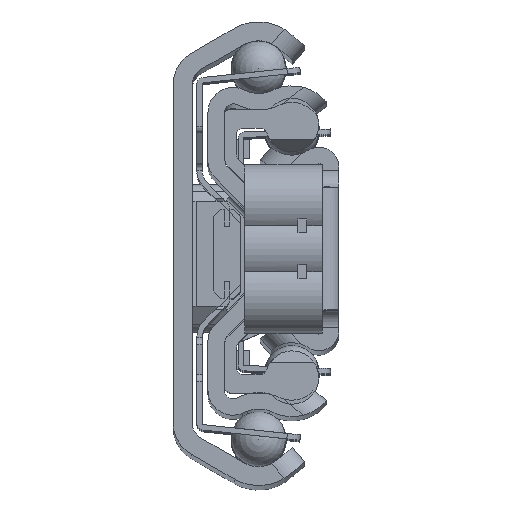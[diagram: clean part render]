
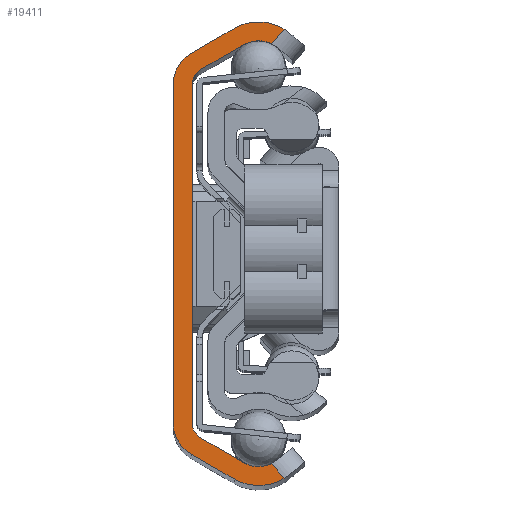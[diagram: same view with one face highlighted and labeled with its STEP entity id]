
A CAD part, top view. The second image highlights one B-rep face of the part: STEP entity #19411.
In plain terms, the highlighted face is planar.
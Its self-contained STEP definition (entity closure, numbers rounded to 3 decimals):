
#1117=CIRCLE('',#20812,3.43);
#1121=CIRCLE('',#20820,5.59);
#1125=CIRCLE('',#20827,3.43);
#1129=CIRCLE('',#20834,5.59);
#1130=CIRCLE('',#20836,4.16);
#1131=CIRCLE('',#20840,2.);
#1132=CIRCLE('',#20842,2.);
#1133=CIRCLE('',#20847,4.16);
#1999=FACE_OUTER_BOUND('',#3021,.T.);
#3021=EDGE_LOOP('',(#13380,#13381,#13382,#13383,#13384,#13385,#13386,#13387,
#13388,#13389,#13390,#13391,#13392,#13393,#13394,#13395));
#4154=LINE('',#28441,#6049);
#4241=LINE('',#28715,#6136);
#4283=LINE('',#28857,#6178);
#4291=LINE('',#28906,#6186);
#4305=LINE('',#28975,#6200);
#4307=LINE('',#28979,#6202);
#4309=LINE('',#28987,#6204);
#4311=LINE('',#28992,#6206);
#6049=VECTOR('',#22648,10.);
#6136=VECTOR('',#22881,10.);
#6178=VECTOR('',#23023,10.);
#6186=VECTOR('',#23051,10.);
#6200=VECTOR('',#23109,10.);
#6202=VECTOR('',#23113,10.);
#6204=VECTOR('',#23125,10.);
#6206=VECTOR('',#23131,10.);
#7946=VERTEX_POINT('',#28438);
#7947=VERTEX_POINT('',#28440);
#8032=VERTEX_POINT('',#28712);
#8033=VERTEX_POINT('',#28714);
#8078=VERTEX_POINT('',#28851);
#8079=VERTEX_POINT('',#28856);
#8086=VERTEX_POINT('',#28881);
#8091=VERTEX_POINT('',#28898);
#8092=VERTEX_POINT('',#28905);
#8096=VERTEX_POINT('',#28922);
#8102=VERTEX_POINT('',#28948);
#8106=VERTEX_POINT('',#28967);
#8107=VERTEX_POINT('',#28971);
#8108=VERTEX_POINT('',#28977);
#8109=VERTEX_POINT('',#28983);
#8110=VERTEX_POINT('',#28990);
#9922=EDGE_CURVE('',#7946,#7947,#4154,.T.);
#10047=EDGE_CURVE('',#8032,#8033,#4241,.T.);
#10116=EDGE_CURVE('',#8078,#8079,#4283,.T.);
#10126=EDGE_CURVE('',#8079,#8086,#1117,.T.);
#10133=EDGE_CURVE('',#8091,#8092,#4291,.T.);
#10140=EDGE_CURVE('',#8092,#8096,#1121,.T.);
#10150=EDGE_CURVE('',#8102,#8091,#1125,.T.);
#10159=EDGE_CURVE('',#8106,#8078,#1129,.T.);
#10161=EDGE_CURVE('',#8107,#7946,#1130,.T.);
#10162=EDGE_CURVE('',#8096,#8107,#4305,.T.);
#10164=EDGE_CURVE('',#8108,#8102,#4307,.T.);
#10165=EDGE_CURVE('',#8033,#8108,#1131,.T.);
#10167=EDGE_CURVE('',#8109,#8032,#1132,.T.);
#10168=EDGE_CURVE('',#8086,#8109,#4309,.T.);
#10170=EDGE_CURVE('',#8110,#8106,#4311,.T.);
#10171=EDGE_CURVE('',#7947,#8110,#1133,.T.);
#13380=ORIENTED_EDGE('',*,*,#10116,.F.);
#13381=ORIENTED_EDGE('',*,*,#10159,.F.);
#13382=ORIENTED_EDGE('',*,*,#10170,.F.);
#13383=ORIENTED_EDGE('',*,*,#10171,.F.);
#13384=ORIENTED_EDGE('',*,*,#9922,.F.);
#13385=ORIENTED_EDGE('',*,*,#10161,.F.);
#13386=ORIENTED_EDGE('',*,*,#10162,.F.);
#13387=ORIENTED_EDGE('',*,*,#10140,.F.);
#13388=ORIENTED_EDGE('',*,*,#10133,.F.);
#13389=ORIENTED_EDGE('',*,*,#10150,.F.);
#13390=ORIENTED_EDGE('',*,*,#10164,.F.);
#13391=ORIENTED_EDGE('',*,*,#10165,.F.);
#13392=ORIENTED_EDGE('',*,*,#10047,.F.);
#13393=ORIENTED_EDGE('',*,*,#10167,.F.);
#13394=ORIENTED_EDGE('',*,*,#10168,.F.);
#13395=ORIENTED_EDGE('',*,*,#10126,.F.);
#18841=PLANE('',#20848);
#19411=ADVANCED_FACE('',(#1999),#18841,.F.);
#20812=AXIS2_PLACEMENT_3D('',#28882,#23041,#23042);
#20820=AXIS2_PLACEMENT_3D('',#28923,#23064,#23065);
#20827=AXIS2_PLACEMENT_3D('',#28950,#23082,#23083);
#20834=AXIS2_PLACEMENT_3D('',#28969,#23100,#23101);
#20836=AXIS2_PLACEMENT_3D('',#28973,#23105,#23106);
#20840=AXIS2_PLACEMENT_3D('',#28981,#23116,#23117);
#20842=AXIS2_PLACEMENT_3D('',#28985,#23121,#23122);
#20847=AXIS2_PLACEMENT_3D('',#28994,#23134,#23135);
#20848=AXIS2_PLACEMENT_3D('',#28995,#23136,#23137);
#22648=DIRECTION('',(0.,-1.,0.));
#22881=DIRECTION('',(0.,1.,0.));
#23023=DIRECTION('',(-0.643,0.766,0.));
#23041=DIRECTION('center_axis',(0.,0.,-1.));
#23042=DIRECTION('ref_axis',(0.5,0.866,0.));
#23051=DIRECTION('',(0.643,0.766,0.));
#23064=DIRECTION('center_axis',(0.,0.,1.));
#23065=DIRECTION('ref_axis',(0.643,0.766,0.));
#23082=DIRECTION('center_axis',(0.,0.,-1.));
#23083=DIRECTION('ref_axis',(-0.643,-0.766,0.));
#23100=DIRECTION('center_axis',(0.,0.,1.));
#23101=DIRECTION('ref_axis',(-0.5,-0.866,0.));
#23105=DIRECTION('center_axis',(0.,0.,1.));
#23106=DIRECTION('ref_axis',(-0.5,0.866,0.));
#23109=DIRECTION('',(-0.866,-0.5,0.));
#23113=DIRECTION('',(0.866,0.5,0.));
#23116=DIRECTION('center_axis',(0.,0.,-1.));
#23117=DIRECTION('ref_axis',(0.5,-0.866,0.));
#23121=DIRECTION('center_axis',(0.,0.,-1.));
#23122=DIRECTION('ref_axis',(1.,0.,0.));
#23125=DIRECTION('',(-0.866,0.5,0.));
#23131=DIRECTION('',(0.866,-0.5,0.));
#23134=DIRECTION('center_axis',(0.,0.,1.));
#23135=DIRECTION('ref_axis',(-1.,0.,0.));
#23136=DIRECTION('center_axis',(0.,0.,1.));
#23137=DIRECTION('ref_axis',(1.,0.,0.));
#28438=CARTESIAN_POINT('',(-9.78,19.352,0.));
#28440=CARTESIAN_POINT('',(-9.78,-19.352,0.));
#28441=CARTESIAN_POINT('',(-9.78,19.352,0.));
#28712=CARTESIAN_POINT('',(-7.62,-19.352,0.));
#28714=CARTESIAN_POINT('',(-7.62,19.352,0.));
#28715=CARTESIAN_POINT('',(-7.62,-19.352,0.));
#28851=CARTESIAN_POINT('',(2.923,-25.71,0.));
#28856=CARTESIAN_POINT('',(1.509,-24.025,0.));
#28857=CARTESIAN_POINT('',(-1.957,-19.895,0.));
#28881=CARTESIAN_POINT('',(-1.715,-23.915,0.));
#28882=CARTESIAN_POINT('Origin',(0.,-20.945,0.));
#28898=CARTESIAN_POINT('',(1.509,24.025,0.));
#28905=CARTESIAN_POINT('',(2.923,25.71,0.));
#28906=CARTESIAN_POINT('',(-9.069,11.42,0.));
#28922=CARTESIAN_POINT('',(-2.795,25.786,0.));
#28923=CARTESIAN_POINT('Origin',(0.,20.945,0.));
#28948=CARTESIAN_POINT('',(-1.715,23.915,0.));
#28950=CARTESIAN_POINT('Origin',(0.,20.945,0.));
#28967=CARTESIAN_POINT('',(-2.795,-25.786,0.));
#28969=CARTESIAN_POINT('Origin',(0.,-20.945,0.));
#28971=CARTESIAN_POINT('',(-7.7,22.954,0.));
#28973=CARTESIAN_POINT('Origin',(-5.62,19.352,0.));
#28975=CARTESIAN_POINT('',(-2.795,25.786,0.));
#28977=CARTESIAN_POINT('',(-6.62,21.084,0.));
#28979=CARTESIAN_POINT('',(-6.62,21.084,0.));
#28981=CARTESIAN_POINT('Origin',(-5.62,19.352,0.));
#28983=CARTESIAN_POINT('',(-6.62,-21.084,0.));
#28985=CARTESIAN_POINT('Origin',(-5.62,-19.352,0.));
#28987=CARTESIAN_POINT('',(-1.715,-23.915,0.));
#28990=CARTESIAN_POINT('',(-7.7,-22.954,0.));
#28992=CARTESIAN_POINT('',(-7.7,-22.954,0.));
#28994=CARTESIAN_POINT('Origin',(-5.62,-19.352,0.));
#28995=CARTESIAN_POINT('Origin',(-5.685,-15.852,0.));
